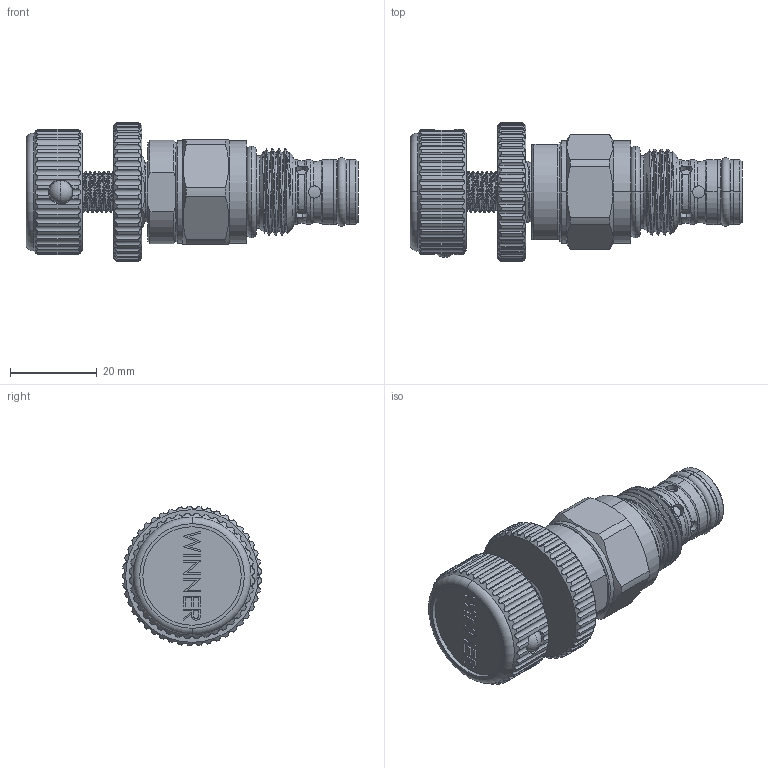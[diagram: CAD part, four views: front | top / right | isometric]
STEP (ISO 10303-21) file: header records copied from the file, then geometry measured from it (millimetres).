
FILE_DESCRIPTION (( 'STEP AP203' ), '1' );
FILE_NAME ('NV20M20-K.STEP', '2021-07-06T02:27:33', ( '' ), ( '' ), 'SwSTEP 2.0', 'SolidWorks 2018', '' );
FILE_SCHEMA (( 'CONFIG_CONTROL_DESIGN' ));
Length unit declared in the file: millimetre
Products named in the file (1): NV20M20-K
Bounding box: 76.6 x 32.18 x 32.2 mm (x, y, z)
Volume: 29518.7 mm3; surface area: 10292 mm2
Topology: 2 solids, 2 shells, 515 faces, 1419 edges, 932 vertices
Faces by surface type: cylinder 331, plane 107, cone 47, torus 14, bspline 14, sphere 2
Entity records: 27190 total; most frequent: CARTESIAN_POINT 14691, ORIENTED_EDGE 2838, DIRECTION 2319, EDGE_CURVE 1419, VERTEX_POINT 932, AXIS2_PLACEMENT_3D 875, LINE 569, VECTOR 569
